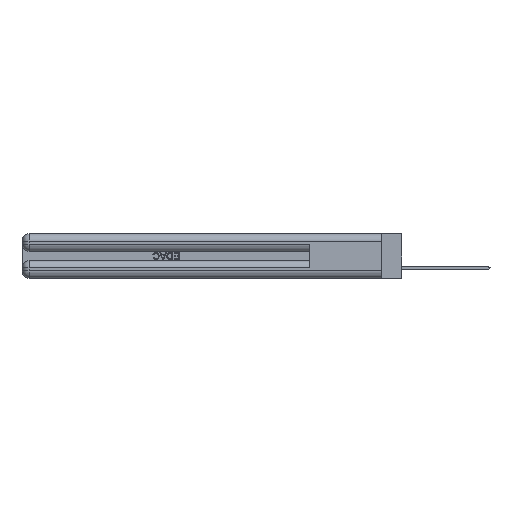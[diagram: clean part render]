
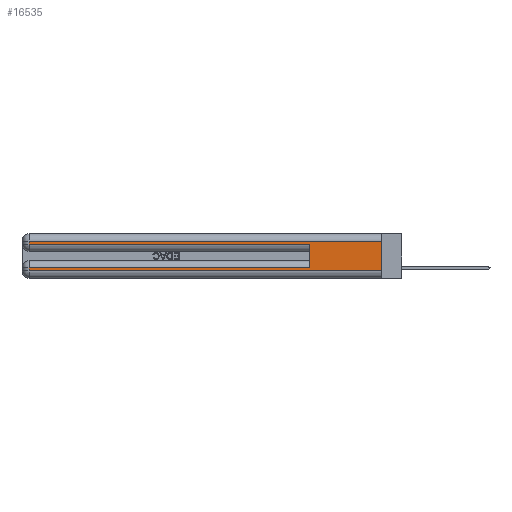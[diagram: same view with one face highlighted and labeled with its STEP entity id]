
A CAD part, left-side view. The second image highlights one B-rep face of the part: STEP entity #16535.
In plain terms, the highlighted planar face has unit normal (-1, 0, 0).
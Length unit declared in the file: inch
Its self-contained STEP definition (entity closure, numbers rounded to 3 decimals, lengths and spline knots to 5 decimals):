
#2703 = CARTESIAN_POINT ( 'NONE',  ( 0., 2.94, 0.285 ) ) ;
#3021 = CARTESIAN_POINT ( 'NONE',  ( 0., 2.94, 0.31 ) ) ;
#3846 = DIRECTION ( 'NONE',  ( 0., 0., -1. ) ) ;
#3937 = VECTOR ( 'NONE', #6108, 39.37008 ) ;
#4153 = EDGE_CURVE ( 'NONE', #30883, #40364, #39217, .T. ) ;
#4828 = LINE ( 'NONE', #20864, #25625 ) ;
#4982 = DIRECTION ( 'NONE',  ( 0., 0., -1. ) ) ;
#6108 = DIRECTION ( 'NONE',  ( 0., 1., 0. ) ) ;
#7388 = VECTOR ( 'NONE', #30890, 39.37008 ) ;
#7888 = ORIENTED_EDGE ( 'NONE', *, *, #4153, .T. ) ;
#8166 = ORIENTED_EDGE ( 'NONE', *, *, #37181, .T. ) ;
#9832 = EDGE_CURVE ( 'NONE', #29522, #41374, #25838, .T. ) ;
#10624 = CARTESIAN_POINT ( 'NONE',  ( 0., 2.94, 0.085 ) ) ;
#10927 = CARTESIAN_POINT ( 'NONE',  ( 0., 0., 0.06 ) ) ;
#11414 = EDGE_CURVE ( 'NONE', #31996, #41280, #4828, .T. ) ;
#12584 = PLANE ( 'NONE',  #14982 ) ;
#13223 = ORIENTED_EDGE ( 'NONE', *, *, #29167, .T. ) ;
#14982 = AXIS2_PLACEMENT_3D ( 'NONE', #20075, #38671, #3846 ) ;
#15103 = VERTEX_POINT ( 'NONE', #22054 ) ;
#15619 = ORIENTED_EDGE ( 'NONE', *, *, #41048, .F. ) ;
#15745 = CARTESIAN_POINT ( 'NONE',  ( 0., 0.6, 0.085 ) ) ;
#15805 = CARTESIAN_POINT ( 'NONE',  ( 0., 0., 0.31 ) ) ;
#15899 = DIRECTION ( 'NONE',  ( 0., -1., 0. ) ) ;
#16535 = ADVANCED_FACE ( 'NONE', ( #46275 ), #12584, .F. ) ;
#17873 = EDGE_LOOP ( 'NONE', ( #39617, #31006, #34834, #13223, #15619, #18112, #8166, #7888 ) ) ;
#18112 = ORIENTED_EDGE ( 'NONE', *, *, #9832, .T. ) ;
#19049 = LINE ( 'NONE', #44147, #39899 ) ;
#19802 = CARTESIAN_POINT ( 'NONE',  ( 0., 2.94, 0.06 ) ) ;
#20075 = CARTESIAN_POINT ( 'NONE',  ( 0., 0., 0.37 ) ) ;
#20284 = LINE ( 'NONE', #44870, #7388 ) ;
#20408 = EDGE_CURVE ( 'NONE', #31996, #40364, #35832, .T. ) ;
#20864 = CARTESIAN_POINT ( 'NONE',  ( 0., 0., 0.31 ) ) ;
#21591 = EDGE_CURVE ( 'NONE', #41280, #31594, #37971, .T. ) ;
#22054 = CARTESIAN_POINT ( 'NONE',  ( 0., 0.6, 0.285 ) ) ;
#22580 = LINE ( 'NONE', #24114, #37884 ) ;
#23376 = CARTESIAN_POINT ( 'NONE',  ( 0., 2.94, 0.37 ) ) ;
#24114 = CARTESIAN_POINT ( 'NONE',  ( 0., 2.94, 0.37 ) ) ;
#25625 = VECTOR ( 'NONE', #46079, 39.37008 ) ;
#25838 = LINE ( 'NONE', #29527, #3937 ) ;
#27814 = VECTOR ( 'NONE', #30161, 39.37008 ) ;
#29167 = EDGE_CURVE ( 'NONE', #31594, #15103, #19049, .T. ) ;
#29522 = VERTEX_POINT ( 'NONE', #15745 ) ;
#29527 = CARTESIAN_POINT ( 'NONE',  ( 0., 0., 0.085 ) ) ;
#30161 = DIRECTION ( 'NONE',  ( 0., 0., -1. ) ) ;
#30883 = VERTEX_POINT ( 'NONE', #19802 ) ;
#30890 = DIRECTION ( 'NONE',  ( 0., 0., 1. ) ) ;
#31006 = ORIENTED_EDGE ( 'NONE', *, *, #11414, .T. ) ;
#31056 = CARTESIAN_POINT ( 'NONE',  ( 0., 0., 0.06 ) ) ;
#31594 = VERTEX_POINT ( 'NONE', #2703 ) ;
#31996 = VERTEX_POINT ( 'NONE', #15805 ) ;
#34834 = ORIENTED_EDGE ( 'NONE', *, *, #21591, .T. ) ;
#35832 = LINE ( 'NONE', #40711, #41446 ) ;
#37181 = EDGE_CURVE ( 'NONE', #41374, #30883, #22580, .T. ) ;
#37610 = DIRECTION ( 'NONE',  ( 0., -1., 0. ) ) ;
#37884 = VECTOR ( 'NONE', #38479, 39.37008 ) ;
#37971 = LINE ( 'NONE', #23376, #27814 ) ;
#38479 = DIRECTION ( 'NONE',  ( 0., 0., -1. ) ) ;
#38671 = DIRECTION ( 'NONE',  ( 1., 0., 0. ) ) ;
#39217 = LINE ( 'NONE', #31056, #40279 ) ;
#39617 = ORIENTED_EDGE ( 'NONE', *, *, #20408, .F. ) ;
#39899 = VECTOR ( 'NONE', #37610, 39.37008 ) ;
#40279 = VECTOR ( 'NONE', #15899, 39.37008 ) ;
#40364 = VERTEX_POINT ( 'NONE', #10927 ) ;
#40711 = CARTESIAN_POINT ( 'NONE',  ( 0., 0., 0.37 ) ) ;
#41048 = EDGE_CURVE ( 'NONE', #29522, #15103, #20284, .T. ) ;
#41280 = VERTEX_POINT ( 'NONE', #3021 ) ;
#41374 = VERTEX_POINT ( 'NONE', #10624 ) ;
#41446 = VECTOR ( 'NONE', #4982, 39.37008 ) ;
#44147 = CARTESIAN_POINT ( 'NONE',  ( 0., 0., 0.285 ) ) ;
#44870 = CARTESIAN_POINT ( 'NONE',  ( 0., 0.6, 0.145 ) ) ;
#46079 = DIRECTION ( 'NONE',  ( 0., 1., 0. ) ) ;
#46275 = FACE_OUTER_BOUND ( 'NONE', #17873, .T. ) ;
